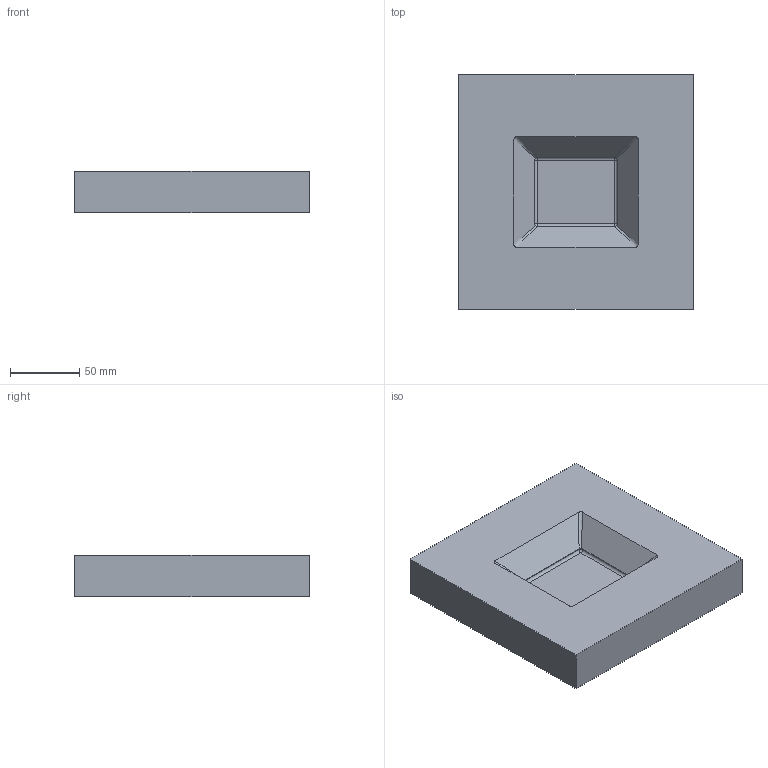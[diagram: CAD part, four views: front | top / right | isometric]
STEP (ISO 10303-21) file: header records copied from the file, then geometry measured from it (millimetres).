
FILE_DESCRIPTION(/* description */ (''),/* implementation_level */ '2;1');
FILE_NAME(/* name */ '',/* time_stamp */ '2022-12-12T22:07:49+08:00',/* author */ ('kangyucheng'),/* organization */ (''),/* preprocessor_version */ 'ST-DEVELOPER v19.2',/* originating_system */ 'Autodesk Inventor 2023',/* authorisation */ '');
FILE_SCHEMA (('AUTOMOTIVE_DESIGN { 1 0 10303 214 3 1 1 }'));
Length unit declared in the file: millimetre
Products named in the file (1): 模具母体
Bounding box: 170 x 170 x 30 mm (x, y, z)
Volume: 772820.1 mm3; surface area: 80773.7 mm2
Topology: 1 solids, 1 shells, 35 faces, 84 edges, 52 vertices
Faces by surface type: plane 15, cylinder 12, bspline 4, sphere 4
Entity records: 1145 total; most frequent: CARTESIAN_POINT 300, ORIENTED_EDGE 168, DIRECTION 164, EDGE_CURVE 84, AXIS2_PLACEMENT_3D 60, VERTEX_POINT 52, LINE 44, VECTOR 44
